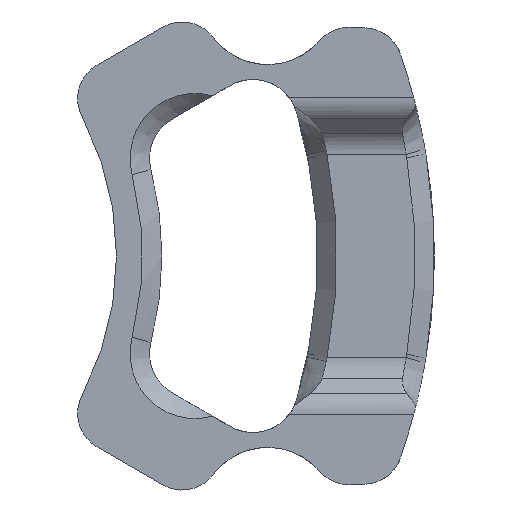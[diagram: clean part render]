
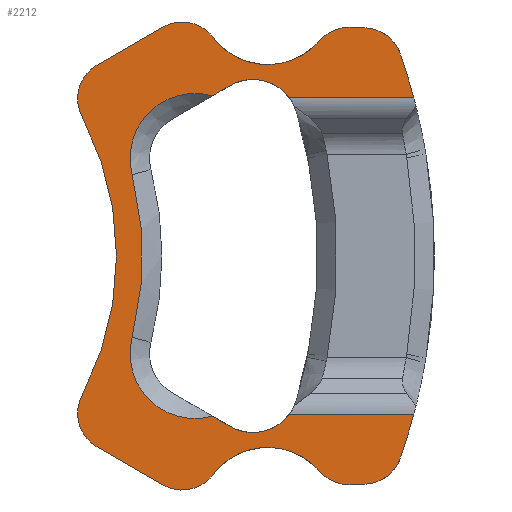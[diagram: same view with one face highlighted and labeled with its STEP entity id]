
A CAD part, front view. The second image highlights one B-rep face of the part: STEP entity #2212.
In plain terms, the highlighted planar face has unit normal (0, -1, 0).
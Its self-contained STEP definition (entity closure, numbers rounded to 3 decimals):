
#97=PLANE('',#2423);
#191=FACE_OUTER_BOUND('',#321,.T.);
#321=EDGE_LOOP('',(#1803,#1804,#1805,#1806,#1807,#1808,#1809,#1810,#1811,
#1812,#1813,#1814,#1815,#1816,#1817,#1818,#1819,#1820,#1821,#1822,#1823,
#1824,#1825,#1826,#1827,#1828));
#372=CIRCLE('',#2281,3.);
#384=CIRCLE('',#2308,5.);
#386=CIRCLE('',#2311,3.5);
#389=CIRCLE('',#2316,3.);
#392=CIRCLE('',#2321,3.);
#393=CIRCLE('',#2323,5.25);
#397=CIRCLE('',#2328,3.);
#417=CIRCLE('',#2367,3.);
#444=CIRCLE('',#2412,47.5);
#445=CIRCLE('',#2413,47.5);
#446=CIRCLE('',#2418,25.);
#449=CIRCLE('',#2422,5.);
#450=CIRCLE('',#2424,23.);
#451=CIRCLE('',#2425,3.);
#452=CIRCLE('',#2426,3.);
#453=CIRCLE('',#2427,5.25);
#454=CIRCLE('',#2428,3.);
#455=CIRCLE('',#2429,3.5);
#508=LINE('',#3345,#648);
#521=LINE('',#3508,#661);
#531=LINE('',#3550,#671);
#551=LINE('',#3898,#691);
#580=LINE('',#4225,#720);
#584=LINE('',#4272,#724);
#585=LINE('',#4279,#725);
#586=LINE('',#4282,#726);
#648=VECTOR('',#2584,10.);
#661=VECTOR('',#2625,10.);
#671=VECTOR('',#2665,10.);
#691=VECTOR('',#2729,10.);
#720=VECTOR('',#2876,10.);
#724=VECTOR('',#2902,10.);
#725=VECTOR('',#2909,10.);
#726=VECTOR('',#2912,10.);
#855=VERTEX_POINT('',#3141);
#856=VERTEX_POINT('',#3143);
#888=VERTEX_POINT('',#3339);
#889=VERTEX_POINT('',#3344);
#895=VERTEX_POINT('',#3389);
#897=VERTEX_POINT('',#3394);
#902=VERTEX_POINT('',#3484);
#907=VERTEX_POINT('',#3498);
#908=VERTEX_POINT('',#3499);
#911=VERTEX_POINT('',#3507);
#914=VERTEX_POINT('',#3515);
#915=VERTEX_POINT('',#3519);
#919=VERTEX_POINT('',#3536);
#962=VERTEX_POINT('',#3968);
#963=VERTEX_POINT('',#3970);
#999=VERTEX_POINT('',#4195);
#1002=VERTEX_POINT('',#4218);
#1006=VERTEX_POINT('',#4253);
#1008=VERTEX_POINT('',#4259);
#1010=VERTEX_POINT('',#4267);
#1011=VERTEX_POINT('',#4269);
#1012=VERTEX_POINT('',#4271);
#1013=VERTEX_POINT('',#4273);
#1014=VERTEX_POINT('',#4275);
#1015=VERTEX_POINT('',#4277);
#1016=VERTEX_POINT('',#4280);
#1070=EDGE_CURVE('',#856,#855,#372,.T.);
#1114=EDGE_CURVE('',#889,#888,#508,.T.);
#1124=EDGE_CURVE('',#897,#895,#384,.T.);
#1132=EDGE_CURVE('',#889,#902,#386,.T.);
#1139=EDGE_CURVE('',#907,#908,#389,.T.);
#1143=EDGE_CURVE('',#907,#911,#521,.T.);
#1147=EDGE_CURVE('',#914,#911,#392,.T.);
#1149=EDGE_CURVE('',#914,#915,#393,.F.);
#1156=EDGE_CURVE('',#919,#915,#397,.T.);
#1164=EDGE_CURVE('',#902,#895,#531,.T.);
#1212=EDGE_CURVE('',#919,#855,#551,.F.);
#1230=EDGE_CURVE('',#962,#963,#417,.T.);
#1288=EDGE_CURVE('',#856,#888,#444,.T.);
#1290=EDGE_CURVE('',#962,#999,#445,.T.);
#1295=EDGE_CURVE('',#1002,#999,#580,.T.);
#1301=EDGE_CURVE('',#1006,#897,#446,.T.);
#1306=EDGE_CURVE('',#1006,#1008,#449,.T.);
#1307=EDGE_CURVE('',#1010,#908,#450,.F.);
#1308=EDGE_CURVE('',#1011,#1010,#451,.T.);
#1309=EDGE_CURVE('',#1011,#1012,#584,.T.);
#1310=EDGE_CURVE('',#1013,#1012,#452,.T.);
#1311=EDGE_CURVE('',#1013,#1014,#453,.F.);
#1312=EDGE_CURVE('',#1015,#1014,#454,.T.);
#1313=EDGE_CURVE('',#1015,#963,#585,.F.);
#1314=EDGE_CURVE('',#1002,#1016,#455,.T.);
#1315=EDGE_CURVE('',#1016,#1008,#586,.T.);
#1803=ORIENTED_EDGE('',*,*,#1306,.F.);
#1804=ORIENTED_EDGE('',*,*,#1301,.T.);
#1805=ORIENTED_EDGE('',*,*,#1124,.T.);
#1806=ORIENTED_EDGE('',*,*,#1164,.F.);
#1807=ORIENTED_EDGE('',*,*,#1132,.F.);
#1808=ORIENTED_EDGE('',*,*,#1114,.T.);
#1809=ORIENTED_EDGE('',*,*,#1288,.F.);
#1810=ORIENTED_EDGE('',*,*,#1070,.T.);
#1811=ORIENTED_EDGE('',*,*,#1212,.F.);
#1812=ORIENTED_EDGE('',*,*,#1156,.T.);
#1813=ORIENTED_EDGE('',*,*,#1149,.F.);
#1814=ORIENTED_EDGE('',*,*,#1147,.T.);
#1815=ORIENTED_EDGE('',*,*,#1143,.F.);
#1816=ORIENTED_EDGE('',*,*,#1139,.T.);
#1817=ORIENTED_EDGE('',*,*,#1307,.F.);
#1818=ORIENTED_EDGE('',*,*,#1308,.F.);
#1819=ORIENTED_EDGE('',*,*,#1309,.T.);
#1820=ORIENTED_EDGE('',*,*,#1310,.F.);
#1821=ORIENTED_EDGE('',*,*,#1311,.T.);
#1822=ORIENTED_EDGE('',*,*,#1312,.F.);
#1823=ORIENTED_EDGE('',*,*,#1313,.T.);
#1824=ORIENTED_EDGE('',*,*,#1230,.F.);
#1825=ORIENTED_EDGE('',*,*,#1290,.T.);
#1826=ORIENTED_EDGE('',*,*,#1295,.F.);
#1827=ORIENTED_EDGE('',*,*,#1314,.T.);
#1828=ORIENTED_EDGE('',*,*,#1315,.T.);
#2212=ADVANCED_FACE('',(#191),#97,.T.);
#2281=AXIS2_PLACEMENT_3D('',#3144,#2515,#2516);
#2308=AXIS2_PLACEMENT_3D('',#3395,#2594,#2595);
#2311=AXIS2_PLACEMENT_3D('',#3485,#2603,#2604);
#2316=AXIS2_PLACEMENT_3D('',#3500,#2617,#2618);
#2321=AXIS2_PLACEMENT_3D('',#3516,#2632,#2633);
#2323=AXIS2_PLACEMENT_3D('',#3520,#2637,#2638);
#2328=AXIS2_PLACEMENT_3D('',#3537,#2649,#2650);
#2367=AXIS2_PLACEMENT_3D('',#3971,#2758,#2759);
#2412=AXIS2_PLACEMENT_3D('',#4194,#2869,#2870);
#2413=AXIS2_PLACEMENT_3D('',#4200,#2871,#2872);
#2418=AXIS2_PLACEMENT_3D('',#4254,#2885,#2886);
#2422=AXIS2_PLACEMENT_3D('',#4265,#2894,#2895);
#2423=AXIS2_PLACEMENT_3D('',#4266,#2896,#2897);
#2424=AXIS2_PLACEMENT_3D('',#4268,#2898,#2899);
#2425=AXIS2_PLACEMENT_3D('',#4270,#2900,#2901);
#2426=AXIS2_PLACEMENT_3D('',#4274,#2903,#2904);
#2427=AXIS2_PLACEMENT_3D('',#4276,#2905,#2906);
#2428=AXIS2_PLACEMENT_3D('',#4278,#2907,#2908);
#2429=AXIS2_PLACEMENT_3D('',#4281,#2910,#2911);
#2515=DIRECTION('center_axis',(0.,-1.,0.));
#2516=DIRECTION('ref_axis',(0.594,0.,0.804));
#2584=DIRECTION('',(1.,0.,0.));
#2594=DIRECTION('center_axis',(0.,1.,0.));
#2595=DIRECTION('ref_axis',(-0.968,0.,-0.251));
#2603=DIRECTION('center_axis',(0.,-1.,0.));
#2604=DIRECTION('ref_axis',(-0.5,0.,0.866));
#2617=DIRECTION('center_axis',(0.,-1.,0.));
#2618=DIRECTION('ref_axis',(-0.961,0.,0.277));
#2625=DIRECTION('',(0.866,0.,0.5));
#2632=DIRECTION('center_axis',(0.,-1.,0.));
#2633=DIRECTION('ref_axis',(0.5,0.,-0.866));
#2637=DIRECTION('center_axis',(0.,1.,0.));
#2638=DIRECTION('ref_axis',(1.,0.,0.));
#2649=DIRECTION('center_axis',(0.,-1.,0.));
#2650=DIRECTION('ref_axis',(-0.402,0.,0.916));
#2665=DIRECTION('',(-0.866,0.,-0.5));
#2729=DIRECTION('',(-0.999,0.,0.035));
#2758=DIRECTION('center_axis',(0.,1.,0.));
#2759=DIRECTION('ref_axis',(0.594,0.,-0.804));
#2869=DIRECTION('center_axis',(0.,1.,0.));
#2870=DIRECTION('ref_axis',(1.,0.,0.));
#2871=DIRECTION('center_axis',(0.,-1.,0.));
#2872=DIRECTION('ref_axis',(1.,0.,0.));
#2876=DIRECTION('',(1.,0.,0.));
#2885=DIRECTION('center_axis',(0.,-1.,0.));
#2886=DIRECTION('ref_axis',(0.968,0.,0.251));
#2894=DIRECTION('center_axis',(0.,-1.,0.));
#2895=DIRECTION('ref_axis',(-0.968,0.,0.251));
#2896=DIRECTION('center_axis',(0.,-1.,0.));
#2897=DIRECTION('ref_axis',(1.,0.,0.));
#2898=DIRECTION('center_axis',(0.,1.,0.));
#2899=DIRECTION('ref_axis',(1.,0.,0.));
#2900=DIRECTION('center_axis',(0.,1.,0.));
#2901=DIRECTION('ref_axis',(-0.961,0.,-0.277));
#2902=DIRECTION('',(0.866,0.,-0.5));
#2903=DIRECTION('center_axis',(0.,1.,0.));
#2904=DIRECTION('ref_axis',(0.5,0.,0.866));
#2905=DIRECTION('center_axis',(0.,-1.,0.));
#2906=DIRECTION('ref_axis',(1.,0.,0.));
#2907=DIRECTION('center_axis',(0.,1.,0.));
#2908=DIRECTION('ref_axis',(-0.402,0.,-0.916));
#2909=DIRECTION('',(-0.999,0.,-0.035));
#2910=DIRECTION('center_axis',(0.,1.,0.));
#2911=DIRECTION('ref_axis',(-0.5,0.,-0.866));
#2912=DIRECTION('',(-0.866,0.,0.5));
#3141=CARTESIAN_POINT('',(42.026,132.,17.713));
#3143=CARTESIAN_POINT('',(44.754,132.,15.698));
#3144=CARTESIAN_POINT('Origin',(41.92,132.,14.715));
#3339=CARTESIAN_POINT('',(45.788,132.,12.316));
#3344=CARTESIAN_POINT('',(36.202,132.,12.316));
#3345=CARTESIAN_POINT('',(17.536,132.,12.316));
#3389=CARTESIAN_POINT('',(30.261,132.,12.472));
#3394=CARTESIAN_POINT('',(24.079,132.,6.401));
#3395=CARTESIAN_POINT('Origin',(28.919,132.,7.656));
#3484=CARTESIAN_POINT('',(31.638,132.,13.267));
#3485=CARTESIAN_POINT('Origin',(33.388,132.,10.235));
#3498=CARTESIAN_POINT('',(21.379,132.,14.849));
#3499=CARTESIAN_POINT('',(20.225,132.,10.852));
#3500=CARTESIAN_POINT('Origin',(22.879,132.,12.251));
#3507=CARTESIAN_POINT('',(26.428,132.,17.764));
#3508=CARTESIAN_POINT('',(28.388,132.,18.896));
#3515=CARTESIAN_POINT('',(30.325,132.,16.97));
#3516=CARTESIAN_POINT('Origin',(27.928,132.,15.166));
#3519=CARTESIAN_POINT('',(38.505,132.,16.708));
#3520=CARTESIAN_POINT('Origin',(34.52,132.,20.127));
#3536=CARTESIAN_POINT('',(40.887,132.,17.753));
#3537=CARTESIAN_POINT('Origin',(40.781,132.,14.755));
#3550=CARTESIAN_POINT('',(19.876,132.,6.476));
#3898=CARTESIAN_POINT('',(26.121,132.,18.275));
#3968=CARTESIAN_POINT('',(44.754,132.,-15.444));
#3970=CARTESIAN_POINT('',(42.026,132.,-17.459));
#3971=CARTESIAN_POINT('Origin',(41.92,132.,-14.461));
#4194=CARTESIAN_POINT('Origin',(-0.121,132.,0.127));
#4195=CARTESIAN_POINT('',(45.788,132.,-12.062));
#4200=CARTESIAN_POINT('Origin',(-0.121,132.,0.127));
#4218=CARTESIAN_POINT('',(36.202,132.,-12.062));
#4225=CARTESIAN_POINT('',(17.536,132.,-12.062));
#4253=CARTESIAN_POINT('',(24.079,132.,-6.147));
#4254=CARTESIAN_POINT('Origin',(-0.121,132.,0.127));
#4259=CARTESIAN_POINT('',(30.261,132.,-12.218));
#4265=CARTESIAN_POINT('Origin',(28.919,132.,-7.402));
#4266=CARTESIAN_POINT('Origin',(7.86,132.,0.127));
#4267=CARTESIAN_POINT('',(20.225,132.,-10.598));
#4268=CARTESIAN_POINT('Origin',(-0.121,132.,0.127));
#4269=CARTESIAN_POINT('',(21.379,132.,-14.596));
#4270=CARTESIAN_POINT('Origin',(22.879,132.,-11.997));
#4271=CARTESIAN_POINT('',(26.428,132.,-17.511));
#4272=CARTESIAN_POINT('',(28.388,132.,-18.642));
#4273=CARTESIAN_POINT('',(30.325,132.,-16.716));
#4274=CARTESIAN_POINT('Origin',(27.928,132.,-14.912));
#4275=CARTESIAN_POINT('',(38.505,132.,-16.454));
#4276=CARTESIAN_POINT('Origin',(34.52,132.,-19.873));
#4277=CARTESIAN_POINT('',(40.887,132.,-17.499));
#4278=CARTESIAN_POINT('Origin',(40.781,132.,-14.501));
#4279=CARTESIAN_POINT('',(26.121,132.,-18.022));
#4280=CARTESIAN_POINT('',(31.638,132.,-13.013));
#4281=CARTESIAN_POINT('Origin',(33.388,132.,-9.982));
#4282=CARTESIAN_POINT('',(19.876,132.,-6.222));
